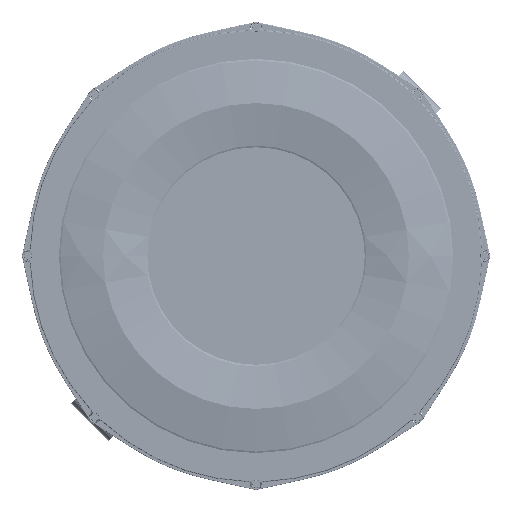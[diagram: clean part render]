
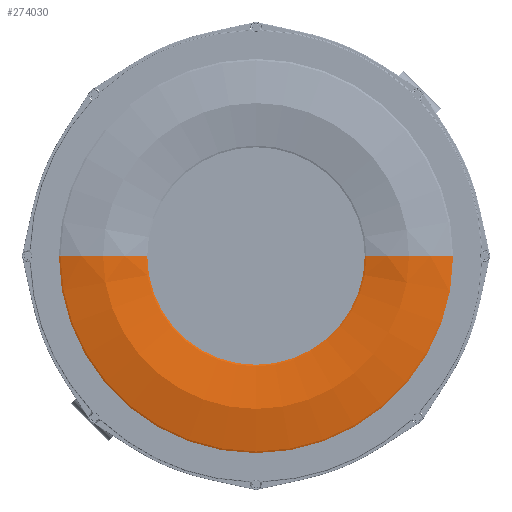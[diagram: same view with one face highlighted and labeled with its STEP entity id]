
A CAD part, front view. The second image highlights one B-rep face of the part: STEP entity #274030.
In plain terms, the highlighted toroidal (fillet/blend) face has major radius 146.717 mm and minor radius 130.048 mm.
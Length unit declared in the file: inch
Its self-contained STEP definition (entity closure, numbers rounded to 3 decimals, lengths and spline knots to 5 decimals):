
#273977=CARTESIAN_POINT('',(0.,-0.34225,0.));
#273978=DIRECTION('',(0.,-1.,0.));
#273979=DIRECTION('',(-1.,0.,0.));
#273980=AXIS2_PLACEMENT_3D('',#273977,#273978,#273979);
#273982=CARTESIAN_POINT('',(0.,-0.34225,0.));
#273983=DIRECTION('',(0.,1.,0.));
#273984=DIRECTION('',(1.,0.,0.));
#273985=AXIS2_PLACEMENT_3D('',#273982,#273983,#273984);
#273992=CARTESIAN_POINT('',(-5.77625,4.20063,0.));
#273993=DIRECTION('',(0.,0.,-1.));
#273994=DIRECTION('',(0.461,-0.887,0.));
#273995=AXIS2_PLACEMENT_3D('',#273992,#273993,#273994);
#274002=CARTESIAN_POINT('',(5.77625,4.20063,0.));
#274003=DIRECTION('',(0.,0.,1.));
#274004=DIRECTION('',(-0.461,-0.887,0.));
#274005=AXIS2_PLACEMENT_3D('',#274002,#274003,#274004);
#274007=CARTESIAN_POINT('',(3.41476,-0.34225,0.));
#274008=CARTESIAN_POINT('',(-3.41476,-0.34225,0.));
#274009=VERTEX_POINT('',#274007);
#274010=VERTEX_POINT('',#274008);
#274011=CARTESIAN_POINT('',(8.13774,-0.34225,0.));
#274012=VERTEX_POINT('',#274011);
#274013=CARTESIAN_POINT('',(-8.13774,-0.34225,0.));
#274014=VERTEX_POINT('',#274013);
#274015=CARTESIAN_POINT('',(0.,4.20063,0.));
#274016=DIRECTION('',(0.,1.,0.));
#274017=DIRECTION('',(1.,0.,0.));
#274018=AXIS2_PLACEMENT_3D('',#274015,#274016,#274017);
#274019=TOROIDAL_SURFACE('',#274018,5.77625,5.12);
#274021=ORIENTED_EDGE('',*,*,#274020,.T.);
#274023=ORIENTED_EDGE('',*,*,#274022,.T.);
#274025=ORIENTED_EDGE('',*,*,#274024,.T.);
#274027=ORIENTED_EDGE('',*,*,#274026,.F.);
#274028=EDGE_LOOP('',(#274021,#274023,#274025,#274027));
#274029=FACE_OUTER_BOUND('',#274028,.F.);
#274030=ADVANCED_FACE('',(#274029),#274019,.T.);
#273981=CIRCLE('',#273980,3.41476);
#273986=CIRCLE('',#273985,8.13774);
#273996=CIRCLE('',#273995,5.12);
#274006=CIRCLE('',#274005,5.12);
#274020=EDGE_CURVE('',#274010,#274009,#273981,.T.);
#274022=EDGE_CURVE('',#274009,#274012,#274006,.T.);
#274024=EDGE_CURVE('',#274012,#274014,#273986,.T.);
#274026=EDGE_CURVE('',#274010,#274014,#273996,.T.);
